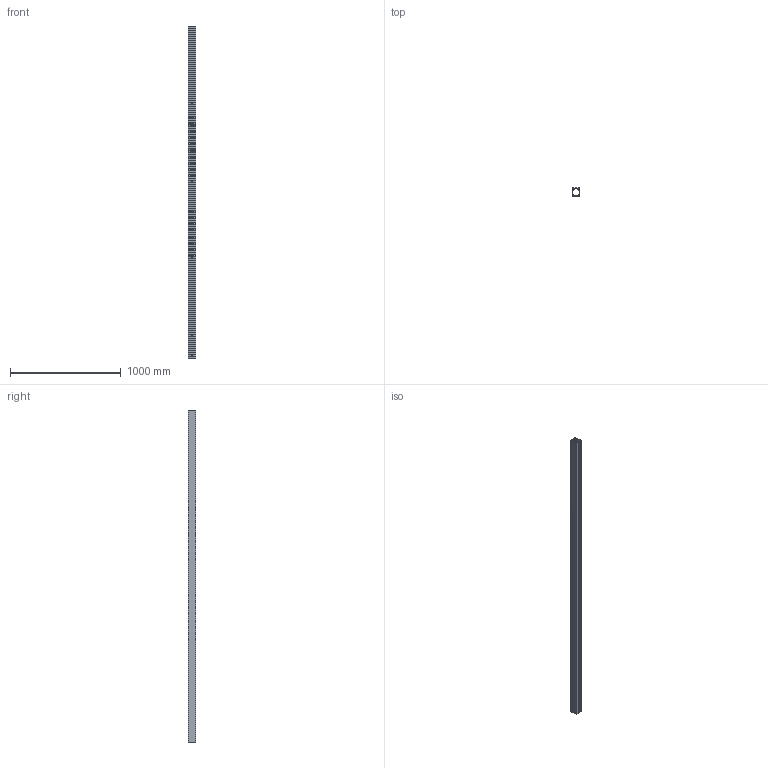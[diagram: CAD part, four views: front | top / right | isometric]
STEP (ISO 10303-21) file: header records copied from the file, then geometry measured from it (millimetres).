
FILE_DESCRIPTION(/* description */ ('Rail 72x64 Alu Longueur 6 m'),/* implementation_level */ '2;1');
FILE_NAME(/* name */ '10500A_300.stp',/* time_stamp */ '2019-08-05T10:53:58+02:00',/* author */ ('DOMINIQUE'),/* organization */ (''),/* preprocessor_version */ 'ST-DEVELOPER v17.2',/* originating_system */ 'Autodesk Inventor 2019',/* authorisation */ '');
FILE_SCHEMA (('AUTOMOTIVE_DESIGN { 1 0 10303 214 3 1 1 }'));
Length unit declared in the file: millimetre
Products named in the file (1): 10500A_300
Bounding box: 64 x 72 x 3000 mm (x, y, z)
Volume: 3732494.7 mm3; surface area: 1554445.7 mm2
Topology: 1 solids, 1 shells, 77 faces, 230 edges, 155 vertices
Faces by surface type: cylinder 40, plane 37
Full cylindrical faces by diameter (mm): 10 x5
Entity records: 2690 total; most frequent: DIRECTION 471, CARTESIAN_POINT 463, ORIENTED_EDGE 460, EDGE_CURVE 230, AXIS2_PLACEMENT_3D 163, VERTEX_POINT 155, LINE 145, VECTOR 145
